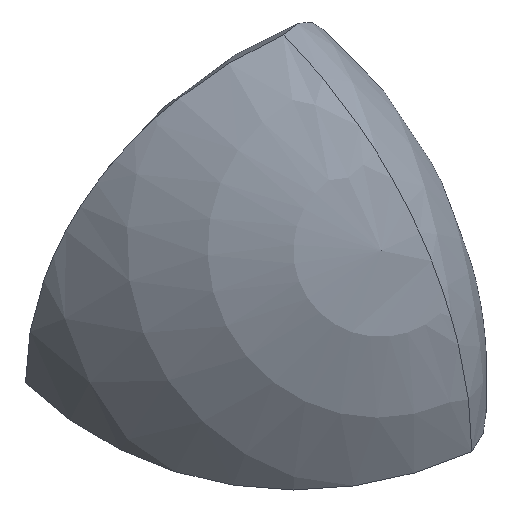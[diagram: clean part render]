
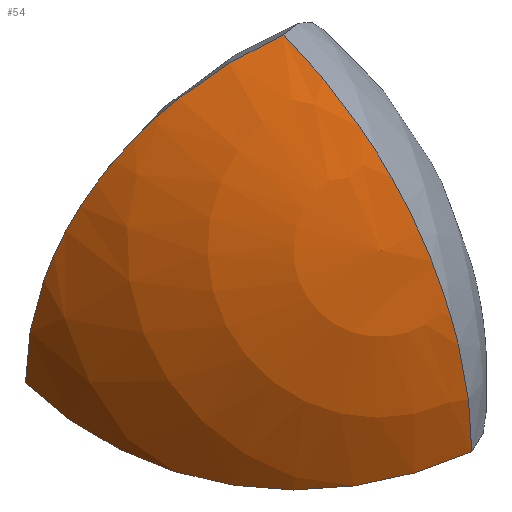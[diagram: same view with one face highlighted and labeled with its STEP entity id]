
A CAD part, isometric view. The second image highlights one B-rep face of the part: STEP entity #54.
In plain terms, the highlighted spherical face has radius 50 mm.
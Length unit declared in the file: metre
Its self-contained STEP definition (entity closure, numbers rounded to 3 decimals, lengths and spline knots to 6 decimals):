
#18=ORIENTED_EDGE('',*,*,#29,.F.);
#19=ORIENTED_EDGE('',*,*,#25,.T.);
#20=ORIENTED_EDGE('',*,*,#27,.T.);
#25=EDGE_CURVE('',#32,#30,#35,.F.);
#27=EDGE_CURVE('',#30,#33,#37,.T.);
#29=EDGE_CURVE('',#32,#33,#39,.T.);
#30=VERTEX_POINT('',#104);
#32=VERTEX_POINT('',#107);
#33=VERTEX_POINT('',#111);
#35=CIRCLE('',#71,0.043301);
#37=CIRCLE('',#74,0.043301);
#39=CIRCLE('',#77,0.043301);
#42=EDGE_LOOP('',(#18,#19,#20));
#46=FACE_BOUND('',#42,.T.);
#50=SPHERICAL_SURFACE('',#76,0.05);
#54=ADVANCED_FACE('',(#46),#50,.T.);
#71=AXIS2_PLACEMENT_3D('',#106,#85,#86);
#74=AXIS2_PLACEMENT_3D('',#110,#91,#92);
#76=AXIS2_PLACEMENT_3D('',#113,#95,#96);
#77=AXIS2_PLACEMENT_3D('',#114,#97,#98);
#85=DIRECTION('',(1.,0.,0.));
#86=DIRECTION('',(0.,1.,0.));
#91=DIRECTION('',(-0.5,-0.866,0.));
#92=DIRECTION('',(0.866,-0.5,0.));
#95=DIRECTION('',(-0.577,-0.667,0.471));
#96=DIRECTION('',(0.,0.577,0.816));
#97=DIRECTION('',(0.5,0.289,-0.816));
#98=DIRECTION('',(-0.853,0.,-0.522));
#104=CARTESIAN_POINT('',(0.,0.,0.040825));
#106=CARTESIAN_POINT('',(0.,0.014434,0.));
#107=CARTESIAN_POINT('',(0.,-0.028868,0.));
#110=CARTESIAN_POINT('',(0.0125,-0.007217,0.));
#111=CARTESIAN_POINT('',(-0.025,0.014434,0.));
#113=CARTESIAN_POINT('',(0.025,0.014434,0.));
#114=CARTESIAN_POINT('',(0.0125,0.007217,0.020412));
